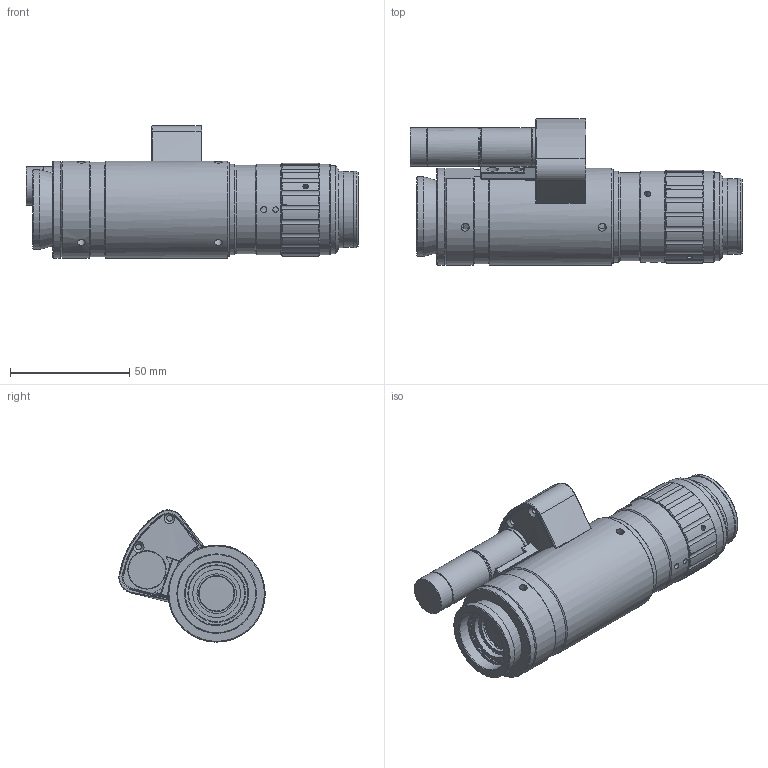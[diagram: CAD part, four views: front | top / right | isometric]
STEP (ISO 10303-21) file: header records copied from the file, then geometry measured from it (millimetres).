
FILE_DESCRIPTION (( 'STEP AP203' ), '1' );
FILE_NAME ('693021.STEP', '2024-07-15T02:29:14', ( 'Windows User' ), ( 'P R C' ), 'SwSTEP 2.0', 'SolidWorks 2020', '' );
FILE_SCHEMA (( 'CONFIG_CONTROL_DESIGN' ));
Length unit declared in the file: millimetre
Products named in the file (1): 693021
Bounding box: 139 x 61.23 x 55.33 mm (x, y, z)
Surface area: 36903.5 mm2 (no closed solid volume)
Topology: 0 solids, 21 shells, 269 faces, 839 edges, 580 vertices
Faces by surface type: cylinder 124, cone 81, plane 41, bspline 23
Full cylindrical faces by diameter (mm): 2.05 x2, 2.2 x3, 2.261 x3, 2.4 x2, 2.5 x3, 3 x2, 3.3 x6, 3.5 x2, 5 x4, 16 x4, 16.5 x1, 17.2 x1, 20 x1, 23.5 x1, 26.25 x1, 27 x1, 31 x1, 31.6 x1, 32 x2, 33.3 x1, 36.8 x1, 37 x2, 38 x3, 40.6 x2
Entity records: 15843 total; most frequent: CARTESIAN_POINT 9273, DIRECTION 1313, ORIENTED_EDGE 1181, EDGE_CURVE 682, AXIS2_PLACEMENT_3D 554, VERTEX_POINT 522, EDGE_LOOP 411, FACE_OUTER_BOUND 319
